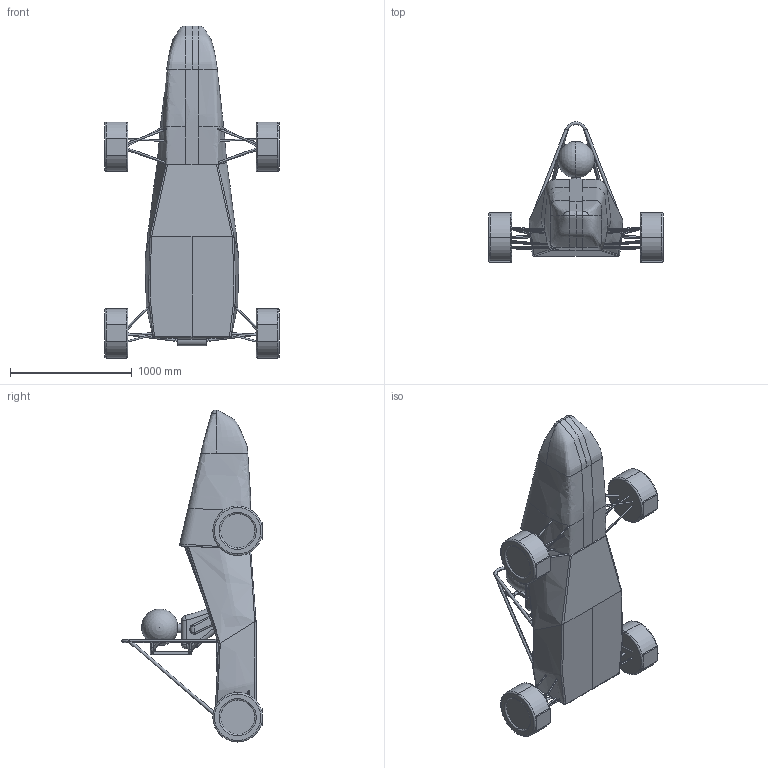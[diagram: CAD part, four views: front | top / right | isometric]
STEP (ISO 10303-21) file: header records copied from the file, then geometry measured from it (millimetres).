
FILE_DESCRIPTION (( 'STEP AP214' ), '1' );
FILE_NAME ('CFD_Block_Model_NFR25_v11.STEP', '2025-02-21T22:01:36', ( '' ), ( '' ), 'SwSTEP 2.0', 'SolidWorks 2024', '' );
FILE_SCHEMA (( 'AUTOMOTIVE_DESIGN' ));
Length unit declared in the file: inch
Products named in the file (1): CFD_Block_Model_NFR25_v11
Bounding box: 1435.1 x 1155.7 x 2724.84 mm (x, y, z)
Volume: 711936059.3 mm3; surface area: 8505055.7 mm2
Topology: 5 solids, 5 shells, 370 faces, 1006 edges, 621 vertices
Faces by surface type: cylinder 143, plane 88, bspline 87, torus 40, sphere 12
Entity records: 31330 total; most frequent: CARTESIAN_POINT 23151, ORIENTED_EDGE 1966, DIRECTION 1377, EDGE_CURVE 983, VERTEX_POINT 614, AXIS2_PLACEMENT_3D 544, EDGE_LOOP 399, ADVANCED_FACE 370
